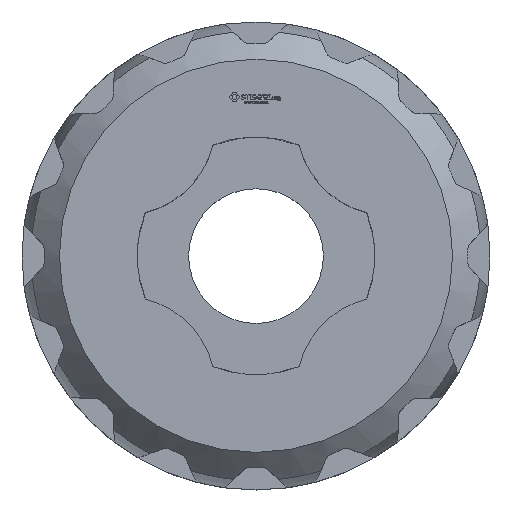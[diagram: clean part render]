
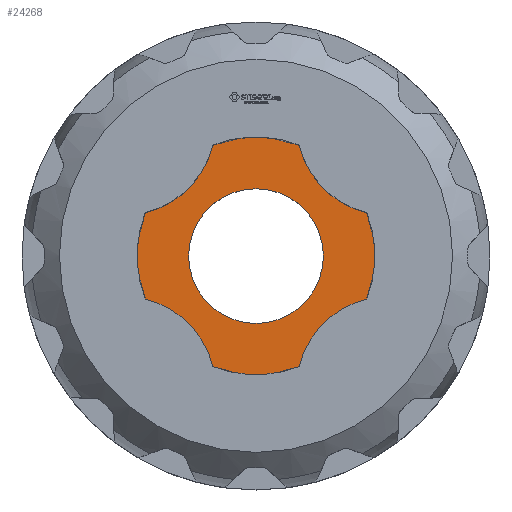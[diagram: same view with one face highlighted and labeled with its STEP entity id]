
A CAD part, top view. The second image highlights one B-rep face of the part: STEP entity #24268.
In plain terms, the highlighted planar face has unit normal (0, 0, 1).
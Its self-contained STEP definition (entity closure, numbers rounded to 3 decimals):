
#17666 = EDGE_CURVE('',#17667,#17669,#17671,.T.);
#17667 = VERTEX_POINT('',#17668);
#17668 = CARTESIAN_POINT('',(2.31,5.915,3.125));
#17669 = VERTEX_POINT('',#17670);
#17670 = CARTESIAN_POINT('',(-2.31,5.915,3.125));
#17671 = CIRCLE('',#17672,6.35);
#17672 = AXIS2_PLACEMENT_3D('',#17673,#17674,#17675);
#17673 = CARTESIAN_POINT('',(0.,0.,3.125));
#17674 = DIRECTION('',(0.,0.,1.));
#17675 = DIRECTION('',(1.,0.,0.));
#17755 = EDGE_CURVE('',#17756,#17669,#17758,.T.);
#17756 = VERTEX_POINT('',#17757);
#17757 = CARTESIAN_POINT('',(-5.915,2.31,3.125));
#17758 = CIRCLE('',#17759,4.9);
#17759 = AXIS2_PLACEMENT_3D('',#17760,#17761,#17762);
#17760 = CARTESIAN_POINT('',(-7.071,7.071,3.125));
#17761 = DIRECTION('',(0.,0.,1.));
#17762 = DIRECTION('',(1.,0.,0.));
#17780 = EDGE_CURVE('',#17667,#17781,#17783,.T.);
#17781 = VERTEX_POINT('',#17782);
#17782 = CARTESIAN_POINT('',(5.915,2.31,3.125));
#17783 = CIRCLE('',#17784,4.9);
#17784 = AXIS2_PLACEMENT_3D('',#17785,#17786,#17787);
#17785 = CARTESIAN_POINT('',(7.071,7.071,3.125));
#17786 = DIRECTION('',(0.,0.,1.));
#17787 = DIRECTION('',(1.,0.,0.));
#17805 = EDGE_CURVE('',#17756,#17806,#17808,.T.);
#17806 = VERTEX_POINT('',#17807);
#17807 = CARTESIAN_POINT('',(-5.915,-2.31,3.125));
#17808 = CIRCLE('',#17809,6.35);
#17809 = AXIS2_PLACEMENT_3D('',#17810,#17811,#17812);
#17810 = CARTESIAN_POINT('',(0.,0.,3.125));
#17811 = DIRECTION('',(0.,0.,1.));
#17812 = DIRECTION('',(1.,0.,0.));
#17902 = EDGE_CURVE('',#17903,#17781,#17905,.T.);
#17903 = VERTEX_POINT('',#17904);
#17904 = CARTESIAN_POINT('',(5.915,-2.31,3.125));
#17905 = CIRCLE('',#17906,6.35);
#17906 = AXIS2_PLACEMENT_3D('',#17907,#17908,#17909);
#17907 = CARTESIAN_POINT('',(0.,0.,3.125));
#17908 = DIRECTION('',(0.,0.,1.));
#17909 = DIRECTION('',(1.,0.,0.));
#17998 = EDGE_CURVE('',#17999,#17806,#18001,.T.);
#17999 = VERTEX_POINT('',#18000);
#18000 = CARTESIAN_POINT('',(-2.31,-5.915,3.125));
#18001 = CIRCLE('',#18002,4.9);
#18002 = AXIS2_PLACEMENT_3D('',#18003,#18004,#18005);
#18003 = CARTESIAN_POINT('',(-7.071,-7.071,3.125));
#18004 = DIRECTION('',(0.,0.,1.));
#18005 = DIRECTION('',(1.,0.,0.));
#18023 = EDGE_CURVE('',#17903,#18024,#18026,.T.);
#18024 = VERTEX_POINT('',#18025);
#18025 = CARTESIAN_POINT('',(2.31,-5.915,3.125));
#18026 = CIRCLE('',#18027,4.9);
#18027 = AXIS2_PLACEMENT_3D('',#18028,#18029,#18030);
#18028 = CARTESIAN_POINT('',(7.071,-7.071,3.125));
#18029 = DIRECTION('',(0.,0.,1.));
#18030 = DIRECTION('',(1.,0.,0.));
#18048 = EDGE_CURVE('',#17999,#18024,#18049,.T.);
#18049 = CIRCLE('',#18050,6.35);
#18050 = AXIS2_PLACEMENT_3D('',#18051,#18052,#18053);
#18051 = CARTESIAN_POINT('',(0.,0.,3.125));
#18052 = DIRECTION('',(0.,0.,1.));
#18053 = DIRECTION('',(1.,0.,0.));
#24268 = ADVANCED_FACE('',(#24269,#24279),#24290,.T.);
#24269 = FACE_BOUND('',#24270,.T.);
#24270 = EDGE_LOOP('',(#24271,#24272,#24273,#24274,#24275,#24276,#24277,
    #24278));
#24271 = ORIENTED_EDGE('',*,*,#17666,.T.);
#24272 = ORIENTED_EDGE('',*,*,#17755,.F.);
#24273 = ORIENTED_EDGE('',*,*,#17805,.T.);
#24274 = ORIENTED_EDGE('',*,*,#17998,.F.);
#24275 = ORIENTED_EDGE('',*,*,#18048,.T.);
#24276 = ORIENTED_EDGE('',*,*,#18023,.F.);
#24277 = ORIENTED_EDGE('',*,*,#17902,.T.);
#24278 = ORIENTED_EDGE('',*,*,#17780,.F.);
#24279 = FACE_BOUND('',#24280,.T.);
#24280 = EDGE_LOOP('',(#24281));
#24281 = ORIENTED_EDGE('',*,*,#24282,.F.);
#24282 = EDGE_CURVE('',#24283,#24283,#24285,.T.);
#24283 = VERTEX_POINT('',#24284);
#24284 = CARTESIAN_POINT('',(3.6,0.,3.125));
#24285 = CIRCLE('',#24286,3.6);
#24286 = AXIS2_PLACEMENT_3D('',#24287,#24288,#24289);
#24287 = CARTESIAN_POINT('',(0.,0.,3.125));
#24288 = DIRECTION('',(-0.,0.,1.));
#24289 = DIRECTION('',(1.,0.,0.));
#24290 = PLANE('',#24291);
#24291 = AXIS2_PLACEMENT_3D('',#24292,#24293,#24294);
#24292 = CARTESIAN_POINT('',(0.,0.,
    3.125));
#24293 = DIRECTION('',(0.,0.,1.));
#24294 = DIRECTION('',(1.,0.,0.));
